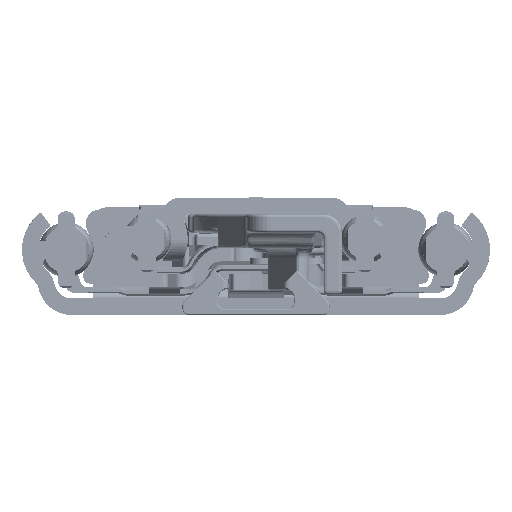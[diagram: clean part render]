
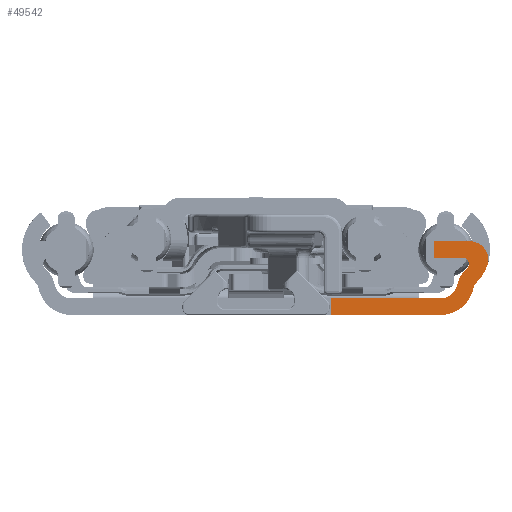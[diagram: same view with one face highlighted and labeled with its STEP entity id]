
A CAD part, front view. The second image highlights one B-rep face of the part: STEP entity #49542.
In plain terms, the highlighted planar face has unit normal (0, -1, 0).
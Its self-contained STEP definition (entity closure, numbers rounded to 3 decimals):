
#2078=PLANE('',#53058);
#3215=FACE_OUTER_BOUND('',#6165,.T.);
#6165=EDGE_LOOP('',(#32816,#32817,#32818,#32819,#32820,#32821,#32822,#32823,
#32824,#32825,#32826,#32827,#32828,#32829,#32830,#32831));
#9169=LINE('',#74511,#13227);
#9175=LINE('',#74523,#13233);
#9217=LINE('',#74650,#13275);
#9229=LINE('',#74713,#13287);
#9230=LINE('',#74721,#13288);
#9231=LINE('',#74723,#13289);
#9232=LINE('',#74725,#13290);
#9233=LINE('',#74733,#13291);
#13227=VECTOR('',#58854,10.);
#13233=VECTOR('',#58868,10.);
#13275=VECTOR('',#58956,10.);
#13287=VECTOR('',#59008,10.);
#13288=VECTOR('',#59015,10.);
#13289=VECTOR('',#59016,10.);
#13290=VECTOR('',#59017,10.);
#13291=VECTOR('',#59024,10.);
#17326=CIRCLE('',#53059,5.45);
#17327=CIRCLE('',#53060,1.5);
#17328=CIRCLE('',#53061,7.6);
#17329=CIRCLE('',#53062,3.);
#17330=CIRCLE('',#53063,1.);
#17331=CIRCLE('',#53064,4.9);
#17332=CIRCLE('',#53065,4.2);
#17333=CIRCLE('',#53066,2.75);
#19982=VERTEX_POINT('',#74507);
#19984=VERTEX_POINT('',#74510);
#19986=VERTEX_POINT('',#74522);
#20048=VERTEX_POINT('',#74648);
#20078=VERTEX_POINT('',#74710);
#20079=VERTEX_POINT('',#74712);
#20080=VERTEX_POINT('',#74714);
#20081=VERTEX_POINT('',#74716);
#20082=VERTEX_POINT('',#74718);
#20083=VERTEX_POINT('',#74720);
#20084=VERTEX_POINT('',#74722);
#20085=VERTEX_POINT('',#74724);
#20086=VERTEX_POINT('',#74726);
#20087=VERTEX_POINT('',#74728);
#20088=VERTEX_POINT('',#74730);
#20089=VERTEX_POINT('',#74732);
#24900=EDGE_CURVE('',#19984,#19982,#9169,.T.);
#24907=EDGE_CURVE('',#19986,#19984,#9175,.T.);
#24971=EDGE_CURVE('',#19982,#20048,#9217,.T.);
#25001=EDGE_CURVE('',#20048,#20078,#17326,.T.);
#25002=EDGE_CURVE('',#20078,#20079,#9229,.T.);
#25003=EDGE_CURVE('',#20079,#20080,#17327,.T.);
#25004=EDGE_CURVE('',#20080,#20081,#17328,.T.);
#25005=EDGE_CURVE('',#20081,#20082,#17329,.T.);
#25006=EDGE_CURVE('',#20082,#20083,#9230,.T.);
#25007=EDGE_CURVE('',#20083,#20084,#9231,.T.);
#25008=EDGE_CURVE('',#20084,#20085,#9232,.T.);
#25009=EDGE_CURVE('',#20085,#20086,#17330,.T.);
#25010=EDGE_CURVE('',#20086,#20087,#17331,.T.);
#25011=EDGE_CURVE('',#20087,#20088,#17332,.T.);
#25012=EDGE_CURVE('',#20088,#20089,#9233,.T.);
#25013=EDGE_CURVE('',#20089,#19986,#17333,.T.);
#32816=ORIENTED_EDGE('',*,*,#24900,.T.);
#32817=ORIENTED_EDGE('',*,*,#24971,.T.);
#32818=ORIENTED_EDGE('',*,*,#25001,.T.);
#32819=ORIENTED_EDGE('',*,*,#25002,.T.);
#32820=ORIENTED_EDGE('',*,*,#25003,.T.);
#32821=ORIENTED_EDGE('',*,*,#25004,.T.);
#32822=ORIENTED_EDGE('',*,*,#25005,.T.);
#32823=ORIENTED_EDGE('',*,*,#25006,.T.);
#32824=ORIENTED_EDGE('',*,*,#25007,.T.);
#32825=ORIENTED_EDGE('',*,*,#25008,.T.);
#32826=ORIENTED_EDGE('',*,*,#25009,.T.);
#32827=ORIENTED_EDGE('',*,*,#25010,.T.);
#32828=ORIENTED_EDGE('',*,*,#25011,.T.);
#32829=ORIENTED_EDGE('',*,*,#25012,.T.);
#32830=ORIENTED_EDGE('',*,*,#25013,.T.);
#32831=ORIENTED_EDGE('',*,*,#24907,.T.);
#49542=ADVANCED_FACE('',(#3215),#2078,.F.);
#53058=AXIS2_PLACEMENT_3D('',#74709,#59004,#59005);
#53059=AXIS2_PLACEMENT_3D('',#74711,#59006,#59007);
#53060=AXIS2_PLACEMENT_3D('',#74715,#59009,#59010);
#53061=AXIS2_PLACEMENT_3D('',#74717,#59011,#59012);
#53062=AXIS2_PLACEMENT_3D('',#74719,#59013,#59014);
#53063=AXIS2_PLACEMENT_3D('',#74727,#59018,#59019);
#53064=AXIS2_PLACEMENT_3D('',#74729,#59020,#59021);
#53065=AXIS2_PLACEMENT_3D('',#74731,#59022,#59023);
#53066=AXIS2_PLACEMENT_3D('',#74734,#59025,#59026);
#58854=DIRECTION('',(0.,0.,-1.));
#58868=DIRECTION('',(-1.,0.,0.));
#58956=DIRECTION('',(1.,0.,0.));
#59004=DIRECTION('center_axis',(0.,1.,0.));
#59005=DIRECTION('ref_axis',(0.,0.,1.));
#59006=DIRECTION('center_axis',(0.,-1.,0.));
#59007=DIRECTION('ref_axis',(-0.966,0.,0.259));
#59008=DIRECTION('',(0.259,0.,0.966));
#59009=DIRECTION('center_axis',(0.,1.,0.));
#59010=DIRECTION('ref_axis',(-0.966,0.,0.259));
#59011=DIRECTION('center_axis',(0.,-1.,0.));
#59012=DIRECTION('ref_axis',(-0.938,0.,0.348));
#59013=DIRECTION('center_axis',(0.,-1.,0.));
#59014=DIRECTION('ref_axis',(0.,0.,
-1.));
#59015=DIRECTION('',(-1.,0.,0.));
#59016=DIRECTION('',(0.,0.,-1.));
#59017=DIRECTION('',(1.,0.,0.));
#59018=DIRECTION('center_axis',(0.,1.,0.));
#59019=DIRECTION('ref_axis',(0.,0.,1.));
#59020=DIRECTION('center_axis',(0.,1.,0.));
#59021=DIRECTION('ref_axis',(0.808,0.,-0.59));
#59022=DIRECTION('center_axis',(0.,-1.,0.));
#59023=DIRECTION('ref_axis',(0.966,0.,-0.259));
#59024=DIRECTION('',(-0.259,0.,-0.966));
#59025=DIRECTION('center_axis',(0.,1.,0.));
#59026=DIRECTION('ref_axis',(0.966,0.,-0.259));
#74507=CARTESIAN_POINT('',(12.227,0.,0.));
#74510=CARTESIAN_POINT('',(12.227,0.,2.7));
#74511=CARTESIAN_POINT('',(12.227,0.,3.391));
#74522=CARTESIAN_POINT('',(30.069,0.,2.7));
#74523=CARTESIAN_POINT('',(30.069,0.,2.7));
#74648=CARTESIAN_POINT('',(30.069,0.,0.));
#74650=CARTESIAN_POINT('',(25.,0.,0.));
#74709=CARTESIAN_POINT('Origin',(0.,0.,4.082));
#74710=CARTESIAN_POINT('',(35.333,0.,4.039));
#74711=CARTESIAN_POINT('Origin',(30.069,0.,
5.45));
#74712=CARTESIAN_POINT('',(35.465,0.,4.533));
#74713=CARTESIAN_POINT('',(35.333,0.,4.039));
#74714=CARTESIAN_POINT('',(35.857,0.,5.209));
#74715=CARTESIAN_POINT('Origin',(36.914,0.,
4.145));
#74716=CARTESIAN_POINT('',(37.625,0.,7.957));
#74717=CARTESIAN_POINT('Origin',(30.5,0.,
10.6));
#74718=CARTESIAN_POINT('',(34.813,0.,12.));
#74719=CARTESIAN_POINT('Origin',(34.813,0.,
9.));
#74720=CARTESIAN_POINT('',(29.,0.,12.));
#74721=CARTESIAN_POINT('',(34.813,0.,12.));
#74722=CARTESIAN_POINT('',(29.,0.,9.3));
#74723=CARTESIAN_POINT('',(29.,0.,12.));
#74724=CARTESIAN_POINT('',(33.65,0.,9.3));
#74725=CARTESIAN_POINT('',(29.,0.,9.3));
#74726=CARTESIAN_POINT('',(34.457,0.,7.71));
#74727=CARTESIAN_POINT('Origin',(33.65,0.,
8.3));
#74728=CARTESIAN_POINT('',(33.954,0.,7.124));
#74729=CARTESIAN_POINT('Origin',(30.5,0.,
10.6));
#74730=CARTESIAN_POINT('',(32.857,0.,5.232));
#74731=CARTESIAN_POINT('Origin',(36.914,0.,
4.145));
#74732=CARTESIAN_POINT('',(32.725,0.,4.738));
#74733=CARTESIAN_POINT('',(32.857,0.,5.232));
#74734=CARTESIAN_POINT('Origin',(30.069,0.,
5.45));
